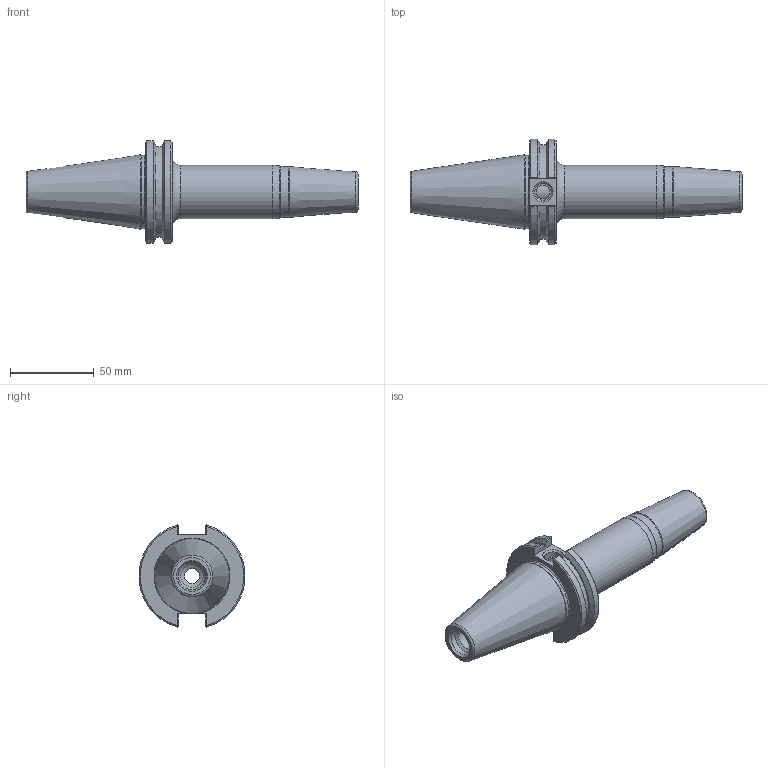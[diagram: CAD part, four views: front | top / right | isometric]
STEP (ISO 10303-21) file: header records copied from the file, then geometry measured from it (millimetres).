
FILE_DESCRIPTION(/* description */ ('SHRINK FIT HLDR W/ COOLANT PORTS'),/* implementation_level */ '2;1');
FILE_NAME(/* name */ 'C40A-M12SF130-9C.stp',/* time_stamp */ '2020-09-22T13:22:52-04:00',/* author */ ('SZimmerman'),/* organization */ (''),/* preprocessor_version */ 'ST-DEVELOPER v17',/* originating_system */ 'Autodesk Inventor 2018',/* authorisation */ '');
FILE_SCHEMA (('AUTOMOTIVE_DESIGN { 1 0 10303 214 3 1 1 }'));
Length unit declared in the file: millimetre
Products named in the file (1): C40A-M12SF130-9C
Bounding box: 198.26 x 63.26 x 61.05 mm (x, y, z)
Volume: 167267.4 mm3; surface area: 35296.8 mm2
Topology: 1 solids, 1 shells, 82 faces, 254 edges, 175 vertices
Faces by surface type: plane 33, cone 25, cylinder 20, torus 4
Full cylindrical faces by diameter (mm): 3 x2, 3.251 x2, 5 x1, 8 x1, 8.917 x1, 10.046 x1, 11.975 x1, 12.737 x1, 13.386 x1, 16.459 x1, 32 x1, 43.942 x1
Entity records: 3167 total; most frequent: CARTESIAN_POINT 789, ORIENTED_EDGE 504, DIRECTION 473, EDGE_CURVE 252, AXIS2_PLACEMENT_3D 185, VERTEX_POINT 175, LINE 103, VECTOR 103
